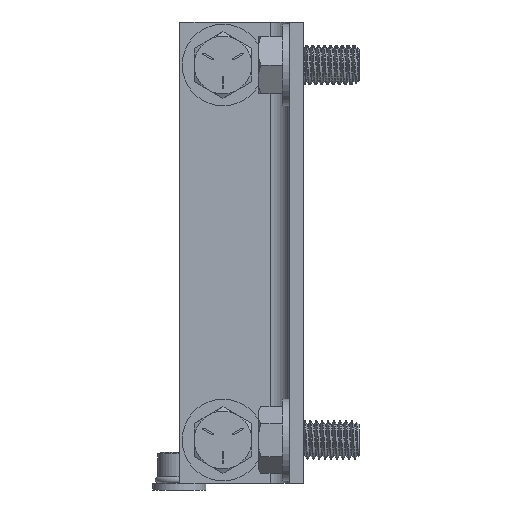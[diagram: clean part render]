
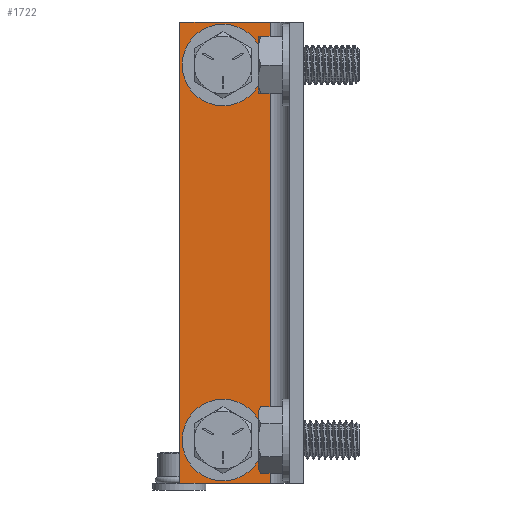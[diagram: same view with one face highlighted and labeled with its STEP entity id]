
A CAD part, left-side view. The second image highlights one B-rep face of the part: STEP entity #1722.
In plain terms, the highlighted face is planar.
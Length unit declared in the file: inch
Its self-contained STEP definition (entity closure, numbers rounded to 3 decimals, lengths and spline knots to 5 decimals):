
#193=FACE_BOUND('',#372,.T.);
#194=FACE_BOUND('',#373,.T.);
#215=PLANE('',#1930);
#264=FACE_OUTER_BOUND('',#371,.T.);
#371=EDGE_LOOP('',(#1239,#1240,#1241,#1242));
#372=EDGE_LOOP('',(#1243));
#373=EDGE_LOOP('',(#1244));
#477=LINE('',#2610,#593);
#490=LINE('',#2637,#606);
#491=LINE('',#2640,#607);
#493=LINE('',#2643,#609);
#593=VECTOR('',#2136,6.);
#606=VECTOR('',#2163,1.17653);
#607=VECTOR('',#2166,6.);
#609=VECTOR('',#2170,1.17653);
#702=CIRCLE('',#1908,0.281);
#704=CIRCLE('',#1911,0.281);
#761=VERTEX_POINT('',#2576);
#763=VERTEX_POINT('',#2582);
#767=VERTEX_POINT('',#2591);
#772=VERTEX_POINT('',#2602);
#779=VERTEX_POINT('',#2635);
#780=VERTEX_POINT('',#2639);
#924=EDGE_CURVE('',#761,#761,#702,.T.);
#927=EDGE_CURVE('',#763,#763,#704,.T.);
#941=EDGE_CURVE('',#772,#767,#477,.T.);
#954=EDGE_CURVE('',#779,#767,#490,.T.);
#955=EDGE_CURVE('',#780,#779,#491,.T.);
#957=EDGE_CURVE('',#772,#780,#493,.T.);
#1239=ORIENTED_EDGE('',*,*,#941,.T.);
#1240=ORIENTED_EDGE('',*,*,#954,.F.);
#1241=ORIENTED_EDGE('',*,*,#955,.F.);
#1242=ORIENTED_EDGE('',*,*,#957,.F.);
#1243=ORIENTED_EDGE('',*,*,#924,.T.);
#1244=ORIENTED_EDGE('',*,*,#927,.T.);
#1722=ADVANCED_FACE('',(#264,#193,#194),#215,.T.);
#1908=AXIS2_PLACEMENT_3D('',#2577,#2101,#2102);
#1911=AXIS2_PLACEMENT_3D('',#2583,#2108,#2109);
#1930=AXIS2_PLACEMENT_3D('',#2644,#2171,#2172);
#2101=DIRECTION('center_axis',(0.,1.,0.));
#2102=DIRECTION('ref_axis',(-1.,0.,0.));
#2108=DIRECTION('center_axis',(0.,1.,0.));
#2109=DIRECTION('ref_axis',(-1.,0.,0.));
#2136=DIRECTION('',(1.,0.,0.));
#2163=DIRECTION('',(0.,0.,-1.));
#2166=DIRECTION('',(1.,0.,0.));
#2170=DIRECTION('',(0.,0.,1.));
#2171=DIRECTION('center_axis',(0.,-1.,0.));
#2172=DIRECTION('ref_axis',(1.,0.,0.));
#2576=CARTESIAN_POINT('',(5.721,1.42653,1.05353));
#2577=CARTESIAN_POINT('Origin',(5.44,1.42653,1.05353));
#2582=CARTESIAN_POINT('',(0.841,1.42653,1.05353));
#2583=CARTESIAN_POINT('Origin',(0.56,1.42653,1.05353));
#2591=CARTESIAN_POINT('',(6.,1.42653,0.437));
#2602=CARTESIAN_POINT('',(0.,1.42653,0.437));
#2610=CARTESIAN_POINT('',(0.,1.42653,0.437));
#2635=CARTESIAN_POINT('',(6.,1.42653,1.61353));
#2637=CARTESIAN_POINT('',(6.,1.42653,1.61353));
#2639=CARTESIAN_POINT('',(0.,1.42653,1.61353));
#2640=CARTESIAN_POINT('',(0.,1.42653,1.61353));
#2643=CARTESIAN_POINT('',(0.,1.42653,0.437));
#2644=CARTESIAN_POINT('Origin',(3.,1.42653,0.17603));
